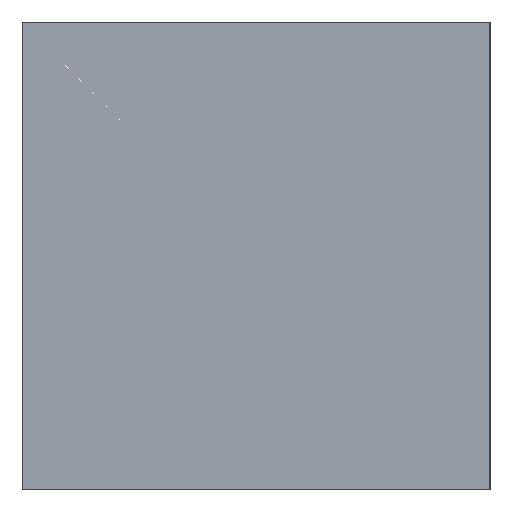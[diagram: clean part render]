
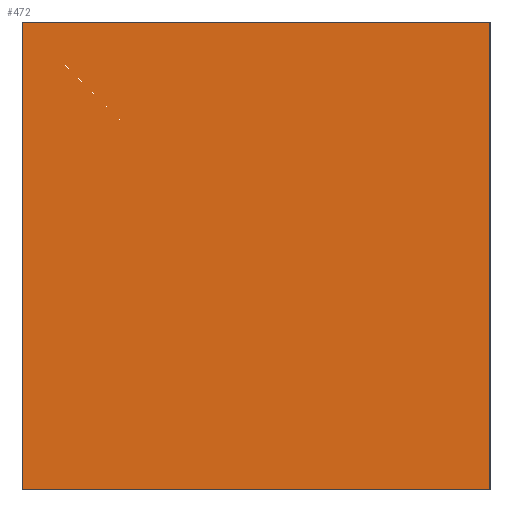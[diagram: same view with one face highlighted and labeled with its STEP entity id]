
A CAD part, left-side view. The second image highlights one B-rep face of the part: STEP entity #472.
In plain terms, the highlighted planar face has unit normal (-1, 0, 0).
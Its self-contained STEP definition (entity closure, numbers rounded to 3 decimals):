
#24 = EDGE_CURVE ( 'NONE', #271, #123, #115, .T. ) ;
#41 = ORIENTED_EDGE ( 'NONE', *, *, #295, .F. ) ;
#46 = FACE_OUTER_BOUND ( 'NONE', #57, .T. ) ;
#57 = EDGE_LOOP ( 'NONE', ( #91, #619, #218, #41 ) ) ;
#58 = DIRECTION ( 'NONE',  ( -1., 0., 0. ) ) ;
#73 = CARTESIAN_POINT ( 'NONE',  ( -25., -25., 50. ) ) ;
#75 = DIRECTION ( 'NONE',  ( 0., 1., 0. ) ) ;
#91 = ORIENTED_EDGE ( 'NONE', *, *, #366, .F. ) ;
#104 = CARTESIAN_POINT ( 'NONE',  ( -25., -25., 50. ) ) ;
#107 = VECTOR ( 'NONE', #600, 1000. ) ;
#115 = LINE ( 'NONE', #73, #377 ) ;
#122 = LINE ( 'NONE', #494, #251 ) ;
#123 = VERTEX_POINT ( 'NONE', #158 ) ;
#158 = CARTESIAN_POINT ( 'NONE',  ( -25., 25., 50. ) ) ;
#174 = CARTESIAN_POINT ( 'NONE',  ( -25., 25., 0. ) ) ;
#192 = CARTESIAN_POINT ( 'NONE',  ( -25., -25., 0. ) ) ;
#218 = ORIENTED_EDGE ( 'NONE', *, *, #345, .T. ) ;
#246 = PLANE ( 'NONE',  #438 ) ;
#251 = VECTOR ( 'NONE', #458, 1000. ) ;
#265 = DIRECTION ( 'NONE',  ( 0., 1., 0. ) ) ;
#267 = LINE ( 'NONE', #545, #107 ) ;
#271 = VERTEX_POINT ( 'NONE', #104 ) ;
#289 = LINE ( 'NONE', #192, #424 ) ;
#295 = EDGE_CURVE ( 'NONE', #418, #400, #289, .T. ) ;
#306 = CARTESIAN_POINT ( 'NONE',  ( -25., -25., 0. ) ) ;
#345 = EDGE_CURVE ( 'NONE', #123, #400, #122, .T. ) ;
#366 = EDGE_CURVE ( 'NONE', #271, #418, #267, .T. ) ;
#377 = VECTOR ( 'NONE', #265, 1000. ) ;
#400 = VERTEX_POINT ( 'NONE', #174 ) ;
#418 = VERTEX_POINT ( 'NONE', #306 ) ;
#424 = VECTOR ( 'NONE', #75, 1000. ) ;
#438 = AXIS2_PLACEMENT_3D ( 'NONE', #483, #58, #519 ) ;
#458 = DIRECTION ( 'NONE',  ( 0., 0., -1. ) ) ;
#472 = ADVANCED_FACE ( 'NONE', ( #46 ), #246, .T. ) ;
#483 = CARTESIAN_POINT ( 'NONE',  ( -25., -25., 50. ) ) ;
#494 = CARTESIAN_POINT ( 'NONE',  ( -25., 25., 50. ) ) ;
#519 = DIRECTION ( 'NONE',  ( 0., 0., 1. ) ) ;
#545 = CARTESIAN_POINT ( 'NONE',  ( -25., -25., 50. ) ) ;
#600 = DIRECTION ( 'NONE',  ( 0., 0., -1. ) ) ;
#619 = ORIENTED_EDGE ( 'NONE', *, *, #24, .T. ) ;
